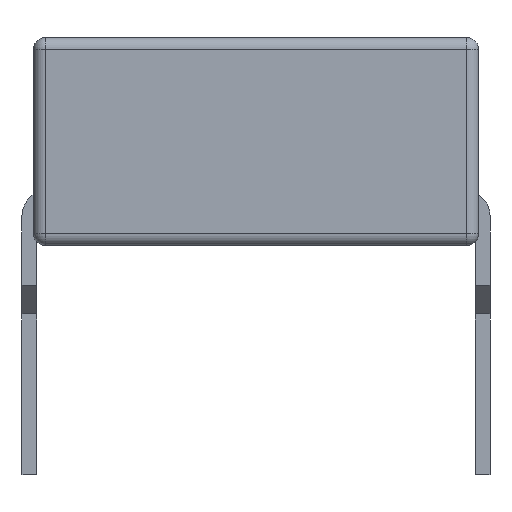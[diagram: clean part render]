
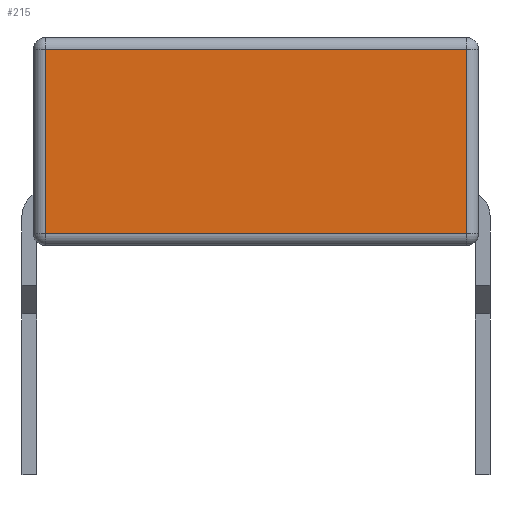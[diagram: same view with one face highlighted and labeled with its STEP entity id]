
A CAD part, front view. The second image highlights one B-rep face of the part: STEP entity #215.
In plain terms, the highlighted planar face has unit normal (0, -1, 0).
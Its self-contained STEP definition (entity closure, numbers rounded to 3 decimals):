
#13=DIRECTION('',(0.,0.,1.));
#14=DIRECTION('',(1.,0.,0.));
#80=VECTOR('',#13,1.);
#86=CARTESIAN_POINT('',(-3.745,-8.61,1.35));
#88=DIRECTION('',(0.,1.,0.));
#98=CARTESIAN_POINT('',(-3.745,-8.61,4.45));
#101=CARTESIAN_POINT('',(-3.745,-8.61,1.15));
#107=VERTEX_POINT('',#108);
#108=CARTESIAN_POINT('',(-3.545,-8.61,1.35));
#113=ORIENTED_EDGE('',*,*,#114,.T.);
#114=EDGE_CURVE('',#107,#115,#117,.T.);
#115=VERTEX_POINT('',#116);
#116=CARTESIAN_POINT('',(-3.545,-8.61,4.45));
#117=LINE('',#118,#80);
#118=CARTESIAN_POINT('',(-3.545,-8.61,1.15));
#215=ADVANCED_FACE('',(#216),#233,.F.);
#216=FACE_BOUND('',#217,.F.);
#217=EDGE_LOOP('',(#113,#218,#224,#230));
#218=ORIENTED_EDGE('',*,*,#219,.T.);
#219=EDGE_CURVE('',#115,#220,#222,.T.);
#220=VERTEX_POINT('',#221);
#221=CARTESIAN_POINT('',(3.545,-8.61,4.45));
#222=LINE('',#98,#223);
#223=VECTOR('',#14,1.);
#224=ORIENTED_EDGE('',*,*,#225,.F.);
#225=EDGE_CURVE('',#226,#220,#228,.T.);
#226=VERTEX_POINT('',#227);
#227=CARTESIAN_POINT('',(3.545,-8.61,1.35));
#228=LINE('',#229,#80);
#229=CARTESIAN_POINT('',(3.545,-8.61,1.15));
#230=ORIENTED_EDGE('',*,*,#231,.F.);
#231=EDGE_CURVE('',#107,#226,#232,.T.);
#232=LINE('',#86,#223);
#233=PLANE('',#234);
#234=AXIS2_PLACEMENT_3D('',#101,#88,#13);
